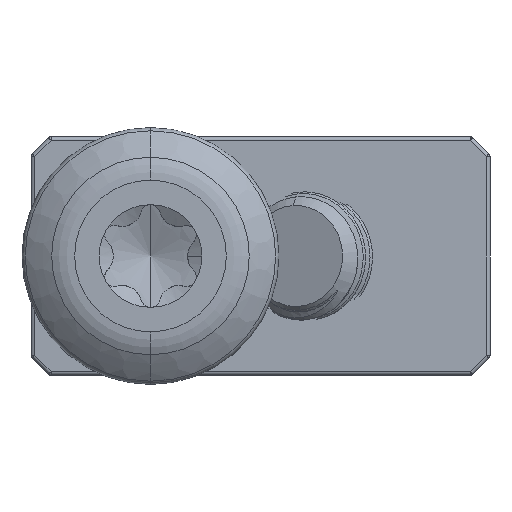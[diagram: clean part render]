
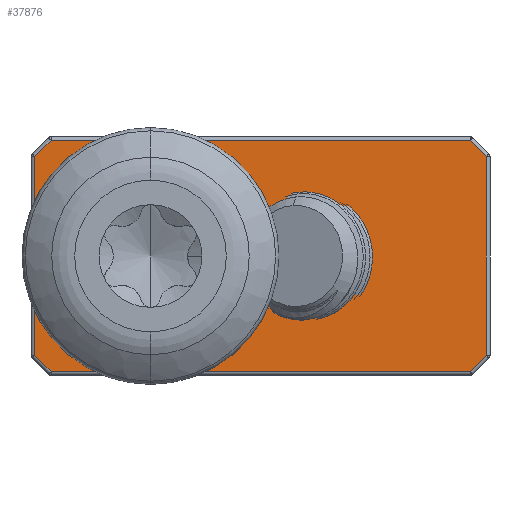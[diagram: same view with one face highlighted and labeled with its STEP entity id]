
A CAD part, front view. The second image highlights one B-rep face of the part: STEP entity #37876.
In plain terms, the highlighted planar face has unit normal (0, -1, 0).
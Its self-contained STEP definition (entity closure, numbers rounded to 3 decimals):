
#99 = EDGE_LOOP ( 'NONE', ( #22114, #11415 ) ) ;
#185 = AXIS2_PLACEMENT_3D ( 'NONE', #27190, #38854, #36613 ) ;
#892 = VERTEX_POINT ( 'NONE', #25562 ) ;
#2062 = DIRECTION ( 'NONE',  ( -0.707, 0., -0.707 ) ) ;
#2949 = CARTESIAN_POINT ( 'NONE',  ( 18.3, 0., 5.417 ) ) ;
#2974 = CARTESIAN_POINT ( 'NONE',  ( 18.359, 0., -5.359 ) ) ;
#3399 = LINE ( 'NONE', #22417, #24041 ) ;
#3816 = CARTESIAN_POINT ( 'NONE',  ( 11.642, 0., 0. ) ) ;
#4059 = ORIENTED_EDGE ( 'NONE', *, *, #20593, .T. ) ;
#4071 = DIRECTION ( 'NONE',  ( -0.707, 0., 0.707 ) ) ;
#4192 = EDGE_CURVE ( 'NONE', #892, #34780, #28163, .T. ) ;
#4799 = EDGE_CURVE ( 'NONE', #34136, #34312, #35993, .T. ) ;
#5344 = ORIENTED_EDGE ( 'NONE', *, *, #25261, .T. ) ;
#7491 = CARTESIAN_POINT ( 'NONE',  ( -5.359, 0., -6.359 ) ) ;
#7935 = DIRECTION ( 'NONE',  ( 0., 0., -1. ) ) ;
#8093 = DIRECTION ( 'NONE',  ( 1., 0., 0. ) ) ;
#8581 = AXIS2_PLACEMENT_3D ( 'NONE', #37108, #33432, #17880 ) ;
#9060 = CARTESIAN_POINT ( 'NONE',  ( 11.642, 0., 5.92 ) ) ;
#9126 = CARTESIAN_POINT ( 'NONE',  ( 11.642, 0., 0. ) ) ;
#9762 = CARTESIAN_POINT ( 'NONE',  ( 11.642, 0., -5.92 ) ) ;
#9989 = EDGE_CURVE ( 'NONE', #36707, #13737, #29412, .T. ) ;
#10002 = ORIENTED_EDGE ( 'NONE', *, *, #24799, .T. ) ;
#11168 = DIRECTION ( 'NONE',  ( 0.707, 0., -0.707 ) ) ;
#11415 = ORIENTED_EDGE ( 'NONE', *, *, #34193, .T. ) ;
#11551 = EDGE_CURVE ( 'NONE', #18227, #29055, #23024, .T. ) ;
#11657 = FACE_OUTER_BOUND ( 'NONE', #24776, .T. ) ;
#11747 = EDGE_CURVE ( 'NONE', #13737, #29138, #39177, .T. ) ;
#11784 = ORIENTED_EDGE ( 'NONE', *, *, #24217, .T. ) ;
#12570 = CARTESIAN_POINT ( 'NONE',  ( 0., 0., 0. ) ) ;
#13576 = CARTESIAN_POINT ( 'NONE',  ( 17.417, 0., 6.3 ) ) ;
#13737 = VERTEX_POINT ( 'NONE', #16060 ) ;
#13946 = VECTOR ( 'NONE', #7935, 1000. ) ;
#14120 = FACE_BOUND ( 'NONE', #99, .T. ) ;
#14187 = ORIENTED_EDGE ( 'NONE', *, *, #11551, .T. ) ;
#14735 = FACE_BOUND ( 'NONE', #25902, .T. ) ;
#14841 = VECTOR ( 'NONE', #11168, 1000. ) ;
#14913 = CARTESIAN_POINT ( 'NONE',  ( 5.258, 0., 0. ) ) ;
#16060 = CARTESIAN_POINT ( 'NONE',  ( -6.3, 0., -5.417 ) ) ;
#16132 = AXIS2_PLACEMENT_3D ( 'NONE', #12570, #34463, #19101 ) ;
#16765 = VERTEX_POINT ( 'NONE', #39603 ) ;
#17880 = DIRECTION ( 'NONE',  ( 0., 0., 1. ) ) ;
#18109 = VERTEX_POINT ( 'NONE', #26937 ) ;
#18227 = VERTEX_POINT ( 'NONE', #9126 ) ;
#18896 = CARTESIAN_POINT ( 'NONE',  ( 18.3, 0., 6.5 ) ) ;
#19101 = DIRECTION ( 'NONE',  ( 0., 0., 1. ) ) ;
#19931 = VECTOR ( 'NONE', #8093, 1000. ) ;
#20232 = CARTESIAN_POINT ( 'NONE',  ( 17.359, 0., 6.359 ) ) ;
#20332 = VECTOR ( 'NONE', #4071, 1000. ) ;
#20593 = EDGE_CURVE ( 'NONE', #18109, #16765, #28130, .T. ) ;
#22114 = ORIENTED_EDGE ( 'NONE', *, *, #4192, .T. ) ;
#22220 = CARTESIAN_POINT ( 'NONE',  ( 5.258, 0., 0. ) ) ;
#22414 = ORIENTED_EDGE ( 'NONE', *, *, #11747, .T. ) ;
#22417 = CARTESIAN_POINT ( 'NONE',  ( -5.217, 0., 6.3 ) ) ;
#22614 = VECTOR ( 'NONE', #2062, 1000. ) ;
#22674 = ORIENTED_EDGE ( 'NONE', *, *, #27941, .T. ) ;
#23024 =( BOUNDED_CURVE ( )  B_SPLINE_CURVE ( 3, ( #3816, #9762, #37987, #22220 ),
 .UNSPECIFIED., .F., .F. ) 
 B_SPLINE_CURVE_WITH_KNOTS ( ( 4, 4 ),
 ( 0., 3.142 ),
 .UNSPECIFIED. ) 
 CURVE ( )  GEOMETRIC_REPRESENTATION_ITEM ( )  RATIONAL_B_SPLINE_CURVE ( ( 1., 0.333, 0.333, 1. ) ) 
 REPRESENTATION_ITEM ( '' )  );
#24041 = VECTOR ( 'NONE', #28156, 1000. ) ;
#24217 = EDGE_CURVE ( 'NONE', #29138, #18109, #33056, .T. ) ;
#24614 = CARTESIAN_POINT ( 'NONE',  ( 5.258, 0., 0. ) ) ;
#24645 = DIRECTION ( 'NONE',  ( 0., 0., 1. ) ) ;
#24776 = EDGE_LOOP ( 'NONE', ( #4059, #22674, #32057, #27720, #5344, #29110, #22414, #11784 ) ) ;
#24799 = EDGE_CURVE ( 'NONE', #29055, #18227, #36180, .T. ) ;
#24833 = LINE ( 'NONE', #18896, #40138 ) ;
#25261 = EDGE_CURVE ( 'NONE', #30170, #36707, #39094, .T. ) ;
#25562 = CARTESIAN_POINT ( 'NONE',  ( 0., 0., -4.55 ) ) ;
#25902 = EDGE_LOOP ( 'NONE', ( #10002, #14187 ) ) ;
#26216 = CARTESIAN_POINT ( 'NONE',  ( -6.359, 0., 5.359 ) ) ;
#26937 = CARTESIAN_POINT ( 'NONE',  ( 17.417, 0., -6.3 ) ) ;
#27190 = CARTESIAN_POINT ( 'NONE',  ( -6.5, 0., 6.5 ) ) ;
#27720 = ORIENTED_EDGE ( 'NONE', *, *, #33646, .T. ) ;
#27865 = CARTESIAN_POINT ( 'NONE',  ( 11.642, 0., 0. ) ) ;
#27941 = EDGE_CURVE ( 'NONE', #16765, #34136, #24833, .T. ) ;
#28130 = LINE ( 'NONE', #2974, #30562 ) ;
#28156 = DIRECTION ( 'NONE',  ( -1., 0., 0. ) ) ;
#28163 = CIRCLE ( 'NONE', #8581, 4.55 ) ;
#29055 = VERTEX_POINT ( 'NONE', #14913 ) ;
#29110 = ORIENTED_EDGE ( 'NONE', *, *, #9989, .T. ) ;
#29138 = VERTEX_POINT ( 'NONE', #39841 ) ;
#29412 = LINE ( 'NONE', #35761, #13946 ) ;
#30170 = VERTEX_POINT ( 'NONE', #38036 ) ;
#30182 = CARTESIAN_POINT ( 'NONE',  ( -6.5, 0., -6.3 ) ) ;
#30562 = VECTOR ( 'NONE', #37754, 1000. ) ;
#31889 = CIRCLE ( 'NONE', #16132, 4.55 ) ;
#32057 = ORIENTED_EDGE ( 'NONE', *, *, #4799, .T. ) ;
#33056 = LINE ( 'NONE', #30182, #19931 ) ;
#33432 = DIRECTION ( 'NONE',  ( 0., 1., 0. ) ) ;
#33646 = EDGE_CURVE ( 'NONE', #34312, #30170, #3399, .T. ) ;
#34136 = VERTEX_POINT ( 'NONE', #2949 ) ;
#34193 = EDGE_CURVE ( 'NONE', #34780, #892, #31889, .T. ) ;
#34312 = VERTEX_POINT ( 'NONE', #13576 ) ;
#34463 = DIRECTION ( 'NONE',  ( 0., 1., 0. ) ) ;
#34780 = VERTEX_POINT ( 'NONE', #35818 ) ;
#35761 = CARTESIAN_POINT ( 'NONE',  ( -6.3, 0., 6.5 ) ) ;
#35818 = CARTESIAN_POINT ( 'NONE',  ( 0., 0., 4.55 ) ) ;
#35993 = LINE ( 'NONE', #20232, #20332 ) ;
#36180 =( BOUNDED_CURVE ( )  B_SPLINE_CURVE ( 3, ( #24614, #37091, #9060, #27865 ),
 .UNSPECIFIED., .F., .F. ) 
 B_SPLINE_CURVE_WITH_KNOTS ( ( 4, 4 ),
 ( 3.142, 6.283 ),
 .UNSPECIFIED. ) 
 CURVE ( )  GEOMETRIC_REPRESENTATION_ITEM ( )  RATIONAL_B_SPLINE_CURVE ( ( 1., 0.333, 0.333, 1. ) ) 
 REPRESENTATION_ITEM ( '' )  );
#36203 = PLANE ( 'NONE',  #185 ) ;
#36613 = DIRECTION ( 'NONE',  ( 0., 0., 1. ) ) ;
#36707 = VERTEX_POINT ( 'NONE', #37758 ) ;
#37091 = CARTESIAN_POINT ( 'NONE',  ( 5.258, 0., 5.92 ) ) ;
#37108 = CARTESIAN_POINT ( 'NONE',  ( 0., 0., 0. ) ) ;
#37754 = DIRECTION ( 'NONE',  ( 0.707, 0., 0.707 ) ) ;
#37758 = CARTESIAN_POINT ( 'NONE',  ( -6.3, 0., 5.417 ) ) ;
#37876 = ADVANCED_FACE ( 'NONE', ( #14120, #14735, #11657 ), #36203, .F. ) ;
#37987 = CARTESIAN_POINT ( 'NONE',  ( 5.258, 0., -5.92 ) ) ;
#38036 = CARTESIAN_POINT ( 'NONE',  ( -5.417, 0., 6.3 ) ) ;
#38854 = DIRECTION ( 'NONE',  ( 0., 1., 0. ) ) ;
#39094 = LINE ( 'NONE', #26216, #22614 ) ;
#39177 = LINE ( 'NONE', #7491, #14841 ) ;
#39603 = CARTESIAN_POINT ( 'NONE',  ( 18.3, 0., -5.417 ) ) ;
#39841 = CARTESIAN_POINT ( 'NONE',  ( -5.417, 0., -6.3 ) ) ;
#40138 = VECTOR ( 'NONE', #24645, 1000. ) ;
